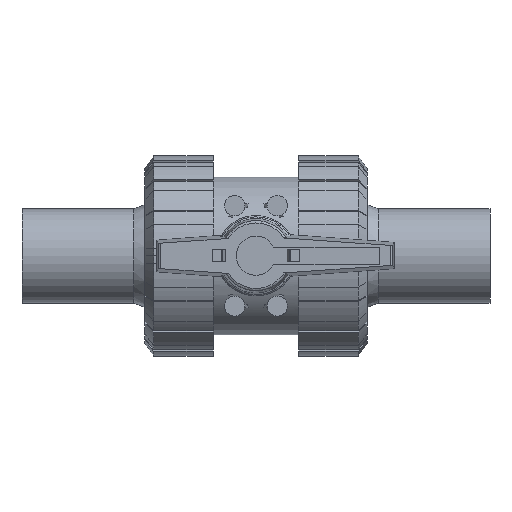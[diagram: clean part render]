
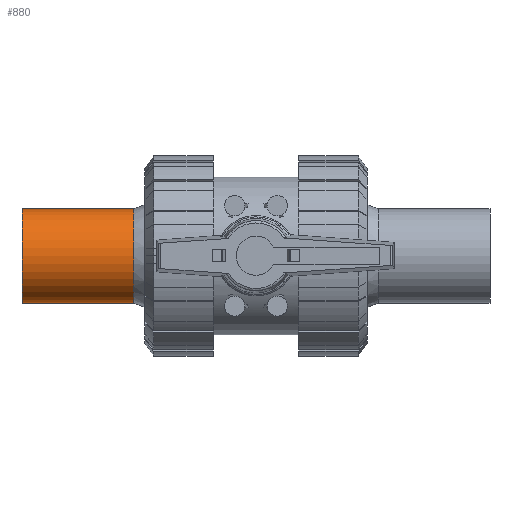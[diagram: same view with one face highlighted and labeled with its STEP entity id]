
A CAD part, top view. The second image highlights one B-rep face of the part: STEP entity #880.
In plain terms, the highlighted cylindrical face has radius 37.5 mm (diameter 75 mm), a partial arc.
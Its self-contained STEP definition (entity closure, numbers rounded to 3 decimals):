
#880=ADVANCED_FACE('',(#1985),#1986,.T.);
#1985=FACE_OUTER_BOUND('',#3374,.T.);
#1986=CYLINDRICAL_SURFACE('',#3375,37.5);
#3374=EDGE_LOOP('',(#5586,#5587,#5588,#5589));
#3375=AXIS2_PLACEMENT_3D('',#5590,#5591,#5592);
#5586=ORIENTED_EDGE('',*,*,#9198,.T.);
#5587=ORIENTED_EDGE('',*,*,#9199,.F.);
#5588=ORIENTED_EDGE('',*,*,#9196,.F.);
#5589=ORIENTED_EDGE('',*,*,#9200,.T.);
#5590=CARTESIAN_POINT('',(-192.8,0.,85.0));
#5591=DIRECTION('',(1.0,0.,0.0));
#5592=DIRECTION('',(0.,-1.0,0.0));
#9196=EDGE_CURVE('',#11163,#11161,#11167,.T.);
#9198=EDGE_CURVE('',#11169,#11170,#11171,.T.);
#9199=EDGE_CURVE('',#11161,#11170,#11172,.T.);
#9200=EDGE_CURVE('',#11163,#11169,#11173,.T.);
#11161=VERTEX_POINT('',#14469);
#11163=VERTEX_POINT('',#14472);
#11167=CIRCLE('',#14477,37.5);
#11169=VERTEX_POINT('',#14479);
#11170=VERTEX_POINT('',#14480);
#11171=CIRCLE('',#14481,37.5);
#11172=LINE('',#14482,#14483);
#11173=LINE('',#14484,#14485);
#14469=CARTESIAN_POINT('',(-97.5,-37.5,85.0));
#14472=CARTESIAN_POINT('',(-97.5,37.5,85.0));
#14477=AXIS2_PLACEMENT_3D('',#18918,#18919,#18920);
#14479=CARTESIAN_POINT('',(-186.5,37.5,85.0));
#14480=CARTESIAN_POINT('',(-186.5,-37.5,85.0));
#14481=AXIS2_PLACEMENT_3D('',#18921,#18922,#18923);
#14482=CARTESIAN_POINT('',(-97.5,-37.5,85.0));
#14483=VECTOR('',#18924,89.0);
#14484=CARTESIAN_POINT('',(-97.5,37.5,85.0));
#14485=VECTOR('',#18925,89.0);
#18918=CARTESIAN_POINT('',(-97.5,0.,85.0));
#18919=DIRECTION('',(1.0,0.,0.0));
#18920=DIRECTION('',(0.,1.0,0.));
#18921=CARTESIAN_POINT('',(-186.5,0.,85.0));
#18922=DIRECTION('',(1.0,0.,0.0));
#18923=DIRECTION('',(0.,1.0,0.0));
#18924=DIRECTION('',(-1.0,0.,0.));
#18925=DIRECTION('',(-1.0,0.,0.));
